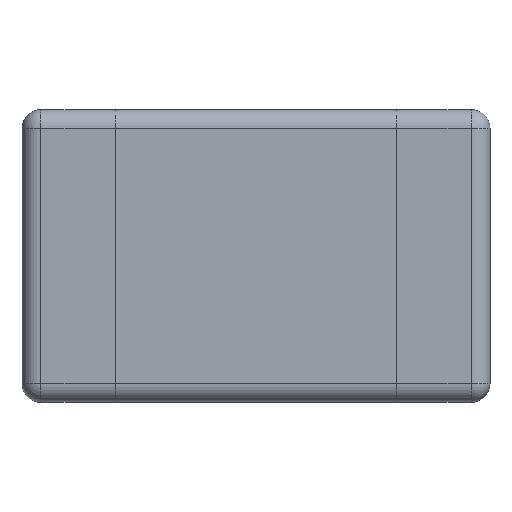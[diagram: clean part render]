
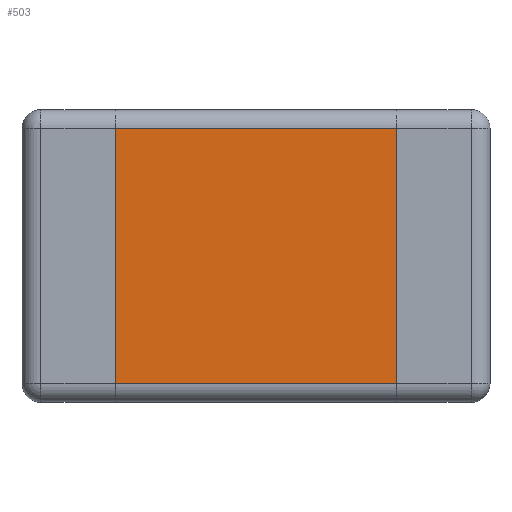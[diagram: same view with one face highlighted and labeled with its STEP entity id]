
A CAD part, top view. The second image highlights one B-rep face of the part: STEP entity #503.
In plain terms, the highlighted planar face has unit normal (0, 0, 1).
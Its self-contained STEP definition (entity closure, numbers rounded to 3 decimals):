
#24=PLANE('',#556);
#43=FACE_OUTER_BOUND('',#77,.T.);
#77=EDGE_LOOP('',(#355,#356,#357,#358));
#109=LINE('',#781,#157);
#111=LINE('',#787,#159);
#115=LINE('',#797,#163);
#116=LINE('',#798,#164);
#157=VECTOR('',#615,10.);
#159=VECTOR('',#621,10.);
#163=VECTOR('',#629,10.);
#164=VECTOR('',#630,10.);
#230=VERTEX_POINT('',#778);
#231=VERTEX_POINT('',#780);
#233=VERTEX_POINT('',#786);
#237=VERTEX_POINT('',#796);
#274=EDGE_CURVE('',#230,#231,#109,.T.);
#277=EDGE_CURVE('',#233,#231,#111,.T.);
#282=EDGE_CURVE('',#230,#237,#115,.T.);
#283=EDGE_CURVE('',#233,#237,#116,.T.);
#355=ORIENTED_EDGE('',*,*,#274,.F.);
#356=ORIENTED_EDGE('',*,*,#282,.T.);
#357=ORIENTED_EDGE('',*,*,#283,.F.);
#358=ORIENTED_EDGE('',*,*,#277,.T.);
#503=ADVANCED_FACE('',(#43),#24,.T.);
#556=AXIS2_PLACEMENT_3D('',#795,#627,#628);
#615=DIRECTION('',(-1.,0.,0.));
#621=DIRECTION('',(0.,-1.,0.));
#627=DIRECTION('center_axis',(0.,0.,1.));
#628=DIRECTION('ref_axis',(1.,0.,0.));
#629=DIRECTION('',(0.,1.,0.));
#630=DIRECTION('',(1.,0.,0.));
#778=CARTESIAN_POINT('',(0.6,-0.545,0.5));
#780=CARTESIAN_POINT('',(-0.6,-0.545,0.5));
#781=CARTESIAN_POINT('',(-0.3,-0.545,0.5));
#786=CARTESIAN_POINT('',(-0.6,0.545,0.5));
#787=CARTESIAN_POINT('',(-0.6,-0.625,0.5));
#795=CARTESIAN_POINT('Origin',(0.,0.,
0.5));
#796=CARTESIAN_POINT('',(0.6,0.545,0.5));
#797=CARTESIAN_POINT('',(0.6,0.625,0.5));
#798=CARTESIAN_POINT('',(0.3,0.545,0.5));
